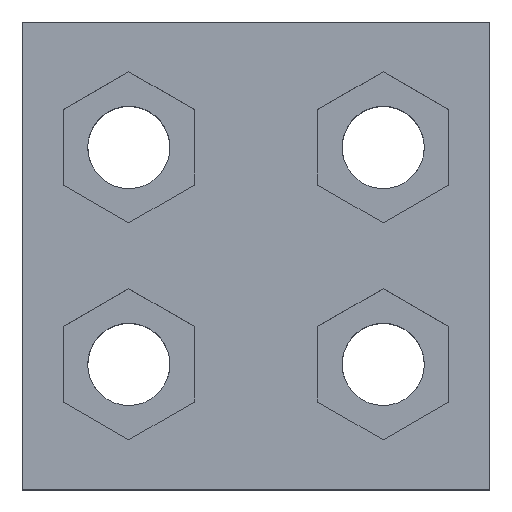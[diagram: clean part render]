
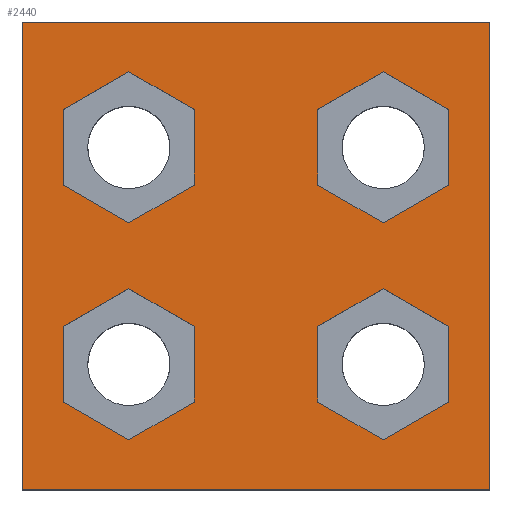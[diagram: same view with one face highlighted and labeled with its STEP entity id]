
A CAD part, top view. The second image highlights one B-rep face of the part: STEP entity #2440.
In plain terms, the highlighted planar face has unit normal (0, 0, 1).
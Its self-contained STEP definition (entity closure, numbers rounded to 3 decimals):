
#156=LINE('',#3592,#433);
#160=LINE('',#3600,#437);
#163=LINE('',#3606,#440);
#166=LINE('',#3612,#443);
#169=LINE('',#3618,#446);
#172=LINE('',#3623,#449);
#174=LINE('',#3631,#451);
#178=LINE('',#3639,#455);
#181=LINE('',#3645,#458);
#184=LINE('',#3651,#461);
#187=LINE('',#3657,#464);
#190=LINE('',#3662,#467);
#192=LINE('',#3670,#469);
#196=LINE('',#3678,#473);
#199=LINE('',#3684,#476);
#202=LINE('',#3690,#479);
#205=LINE('',#3696,#482);
#208=LINE('',#3701,#485);
#210=LINE('',#3709,#487);
#214=LINE('',#3717,#491);
#217=LINE('',#3723,#494);
#220=LINE('',#3729,#497);
#223=LINE('',#3735,#500);
#226=LINE('',#3740,#503);
#285=LINE('',#3914,#562);
#293=LINE('',#3929,#570);
#302=LINE('',#3949,#579);
#335=LINE('',#4016,#612);
#433=VECTOR('',#2922,10.);
#437=VECTOR('',#2928,10.);
#440=VECTOR('',#2933,10.);
#443=VECTOR('',#2938,10.);
#446=VECTOR('',#2943,10.);
#449=VECTOR('',#2948,10.);
#451=VECTOR('',#2956,10.);
#455=VECTOR('',#2962,10.);
#458=VECTOR('',#2967,10.);
#461=VECTOR('',#2972,10.);
#464=VECTOR('',#2977,10.);
#467=VECTOR('',#2982,10.);
#469=VECTOR('',#2990,10.);
#473=VECTOR('',#2996,10.);
#476=VECTOR('',#3001,10.);
#479=VECTOR('',#3006,10.);
#482=VECTOR('',#3011,10.);
#485=VECTOR('',#3016,10.);
#487=VECTOR('',#3024,10.);
#491=VECTOR('',#3030,10.);
#494=VECTOR('',#3035,10.);
#497=VECTOR('',#3040,10.);
#500=VECTOR('',#3045,10.);
#503=VECTOR('',#3050,10.);
#562=VECTOR('',#3207,10.);
#570=VECTOR('',#3217,10.);
#579=VECTOR('',#3236,10.);
#612=VECTOR('',#3291,10.);
#654=FACE_BOUND('',#900,.T.);
#655=FACE_BOUND('',#901,.T.);
#656=FACE_BOUND('',#902,.T.);
#657=FACE_BOUND('',#903,.T.);
#763=FACE_OUTER_BOUND('',#899,.T.);
#899=EDGE_LOOP('',(#2107,#2108,#2109,#2110));
#900=EDGE_LOOP('',(#2111,#2112,#2113,#2114,#2115,#2116));
#901=EDGE_LOOP('',(#2117,#2118,#2119,#2120,#2121,#2122));
#902=EDGE_LOOP('',(#2123,#2124,#2125,#2126,#2127,#2128));
#903=EDGE_LOOP('',(#2129,#2130,#2131,#2132,#2133,#2134));
#1022=VERTEX_POINT('',#3590);
#1023=VERTEX_POINT('',#3591);
#1026=VERTEX_POINT('',#3599);
#1028=VERTEX_POINT('',#3605);
#1030=VERTEX_POINT('',#3611);
#1032=VERTEX_POINT('',#3617);
#1035=VERTEX_POINT('',#3629);
#1036=VERTEX_POINT('',#3630);
#1039=VERTEX_POINT('',#3638);
#1041=VERTEX_POINT('',#3644);
#1043=VERTEX_POINT('',#3650);
#1045=VERTEX_POINT('',#3656);
#1048=VERTEX_POINT('',#3668);
#1049=VERTEX_POINT('',#3669);
#1052=VERTEX_POINT('',#3677);
#1054=VERTEX_POINT('',#3683);
#1056=VERTEX_POINT('',#3689);
#1058=VERTEX_POINT('',#3695);
#1061=VERTEX_POINT('',#3707);
#1062=VERTEX_POINT('',#3708);
#1065=VERTEX_POINT('',#3716);
#1067=VERTEX_POINT('',#3722);
#1069=VERTEX_POINT('',#3728);
#1071=VERTEX_POINT('',#3734);
#1137=VERTEX_POINT('',#3911);
#1138=VERTEX_POINT('',#3913);
#1144=VERTEX_POINT('',#3927);
#1150=VERTEX_POINT('',#3947);
#1297=EDGE_CURVE('',#1022,#1023,#156,.T.);
#1301=EDGE_CURVE('',#1026,#1022,#160,.T.);
#1304=EDGE_CURVE('',#1028,#1026,#163,.T.);
#1307=EDGE_CURVE('',#1030,#1028,#166,.T.);
#1310=EDGE_CURVE('',#1032,#1030,#169,.T.);
#1313=EDGE_CURVE('',#1023,#1032,#172,.T.);
#1316=EDGE_CURVE('',#1035,#1036,#174,.T.);
#1320=EDGE_CURVE('',#1039,#1035,#178,.T.);
#1323=EDGE_CURVE('',#1041,#1039,#181,.T.);
#1326=EDGE_CURVE('',#1043,#1041,#184,.T.);
#1329=EDGE_CURVE('',#1045,#1043,#187,.T.);
#1332=EDGE_CURVE('',#1036,#1045,#190,.T.);
#1335=EDGE_CURVE('',#1048,#1049,#192,.T.);
#1339=EDGE_CURVE('',#1052,#1048,#196,.T.);
#1342=EDGE_CURVE('',#1054,#1052,#199,.T.);
#1345=EDGE_CURVE('',#1056,#1054,#202,.T.);
#1348=EDGE_CURVE('',#1058,#1056,#205,.T.);
#1351=EDGE_CURVE('',#1049,#1058,#208,.T.);
#1354=EDGE_CURVE('',#1061,#1062,#210,.T.);
#1358=EDGE_CURVE('',#1065,#1061,#214,.T.);
#1361=EDGE_CURVE('',#1067,#1065,#217,.T.);
#1364=EDGE_CURVE('',#1069,#1067,#220,.T.);
#1367=EDGE_CURVE('',#1071,#1069,#223,.T.);
#1370=EDGE_CURVE('',#1062,#1071,#226,.T.);
#1458=EDGE_CURVE('',#1138,#1137,#285,.T.);
#1466=EDGE_CURVE('',#1137,#1144,#293,.T.);
#1476=EDGE_CURVE('',#1150,#1144,#302,.T.);
#1510=EDGE_CURVE('',#1138,#1150,#335,.T.);
#2107=ORIENTED_EDGE('',*,*,#1458,.T.);
#2108=ORIENTED_EDGE('',*,*,#1466,.T.);
#2109=ORIENTED_EDGE('',*,*,#1476,.F.);
#2110=ORIENTED_EDGE('',*,*,#1510,.F.);
#2111=ORIENTED_EDGE('',*,*,#1297,.T.);
#2112=ORIENTED_EDGE('',*,*,#1313,.T.);
#2113=ORIENTED_EDGE('',*,*,#1310,.T.);
#2114=ORIENTED_EDGE('',*,*,#1307,.T.);
#2115=ORIENTED_EDGE('',*,*,#1304,.T.);
#2116=ORIENTED_EDGE('',*,*,#1301,.T.);
#2117=ORIENTED_EDGE('',*,*,#1316,.T.);
#2118=ORIENTED_EDGE('',*,*,#1332,.T.);
#2119=ORIENTED_EDGE('',*,*,#1329,.T.);
#2120=ORIENTED_EDGE('',*,*,#1326,.T.);
#2121=ORIENTED_EDGE('',*,*,#1323,.T.);
#2122=ORIENTED_EDGE('',*,*,#1320,.T.);
#2123=ORIENTED_EDGE('',*,*,#1335,.T.);
#2124=ORIENTED_EDGE('',*,*,#1351,.T.);
#2125=ORIENTED_EDGE('',*,*,#1348,.T.);
#2126=ORIENTED_EDGE('',*,*,#1345,.T.);
#2127=ORIENTED_EDGE('',*,*,#1342,.T.);
#2128=ORIENTED_EDGE('',*,*,#1339,.T.);
#2129=ORIENTED_EDGE('',*,*,#1354,.T.);
#2130=ORIENTED_EDGE('',*,*,#1370,.T.);
#2131=ORIENTED_EDGE('',*,*,#1367,.T.);
#2132=ORIENTED_EDGE('',*,*,#1364,.T.);
#2133=ORIENTED_EDGE('',*,*,#1361,.T.);
#2134=ORIENTED_EDGE('',*,*,#1358,.T.);
#2318=PLANE('',#2651);
#2440=ADVANCED_FACE('',(#763,#654,#655,#656,#657),#2318,.T.);
#2651=AXIS2_PLACEMENT_3D('',#4015,#3289,#3290);
#2922=DIRECTION('',(0.866,-0.5,0.));
#2928=DIRECTION('',(0.866,0.5,0.));
#2933=DIRECTION('',(0.,1.,0.));
#2938=DIRECTION('',(-0.866,0.5,0.));
#2943=DIRECTION('',(-0.866,-0.5,0.));
#2948=DIRECTION('',(0.,-1.,0.));
#2956=DIRECTION('',(-0.866,0.5,0.));
#2962=DIRECTION('',(-0.866,-0.5,0.));
#2967=DIRECTION('',(0.,-1.,0.));
#2972=DIRECTION('',(0.866,-0.5,0.));
#2977=DIRECTION('',(0.866,0.5,0.));
#2982=DIRECTION('',(0.,1.,0.));
#2990=DIRECTION('',(0.866,0.5,0.));
#2996=DIRECTION('',(0.,1.,0.));
#3001=DIRECTION('',(-0.866,0.5,0.));
#3006=DIRECTION('',(-0.866,-0.5,0.));
#3011=DIRECTION('',(0.,-1.,0.));
#3016=DIRECTION('',(0.866,-0.5,0.));
#3024=DIRECTION('',(-0.866,0.5,0.));
#3030=DIRECTION('',(-0.866,-0.5,0.));
#3035=DIRECTION('',(0.,-1.,0.));
#3040=DIRECTION('',(0.866,-0.5,0.));
#3045=DIRECTION('',(0.866,0.5,0.));
#3050=DIRECTION('',(0.,1.,0.));
#3207=DIRECTION('',(0.,-1.,0.));
#3217=DIRECTION('',(1.,0.,0.));
#3236=DIRECTION('',(0.,-1.,0.));
#3289=DIRECTION('center_axis',(0.,0.,1.));
#3290=DIRECTION('ref_axis',(0.,-1.,0.));
#3291=DIRECTION('',(1.,0.,0.));
#3590=CARTESIAN_POINT('',(5.7,8.341,11.));
#3591=CARTESIAN_POINT('',(9.2,6.321,11.));
#3592=CARTESIAN_POINT('',(2.987,9.908,11.));
#3599=CARTESIAN_POINT('',(2.2,6.321,11.));
#3600=CARTESIAN_POINT('',(2.388,6.429,11.));
#3605=CARTESIAN_POINT('',(2.2,2.279,11.));
#3606=CARTESIAN_POINT('',(2.2,6.64,11.));
#3611=CARTESIAN_POINT('',(5.7,0.259,11.));
#3612=CARTESIAN_POINT('',(1.237,2.835,11.));
#3617=CARTESIAN_POINT('',(9.2,2.279,11.));
#3618=CARTESIAN_POINT('',(7.638,1.378,11.));
#3623=CARTESIAN_POINT('',(9.2,8.66,11.));
#3629=CARTESIAN_POINT('',(5.7,-11.341,11.));
#3630=CARTESIAN_POINT('',(2.2,-9.321,11.));
#3631=CARTESIAN_POINT('',(-1.275,-7.315,11.));
#3638=CARTESIAN_POINT('',(9.2,-9.321,11.));
#3639=CARTESIAN_POINT('',(10.15,-8.772,11.));
#3644=CARTESIAN_POINT('',(9.2,-5.279,11.));
#3645=CARTESIAN_POINT('',(9.2,2.86,11.));
#3650=CARTESIAN_POINT('',(5.7,-3.259,11.));
#3651=CARTESIAN_POINT('',(0.475,-0.242,11.));
#3656=CARTESIAN_POINT('',(2.2,-5.279,11.));
#3657=CARTESIAN_POINT('',(4.9,-3.721,11.));
#3662=CARTESIAN_POINT('',(2.2,0.84,11.));
#3668=CARTESIAN_POINT('',(15.8,6.321,11.));
#3669=CARTESIAN_POINT('',(19.3,8.341,11.));
#3670=CARTESIAN_POINT('',(10.888,3.485,11.));
#3677=CARTESIAN_POINT('',(15.8,2.279,11.));
#3678=CARTESIAN_POINT('',(15.8,6.64,11.));
#3683=CARTESIAN_POINT('',(19.3,0.259,11.));
#3684=CARTESIAN_POINT('',(9.737,5.78,11.));
#3689=CARTESIAN_POINT('',(22.8,2.279,11.));
#3690=CARTESIAN_POINT('',(16.138,-1.567,11.));
#3695=CARTESIAN_POINT('',(22.8,6.321,11.));
#3696=CARTESIAN_POINT('',(22.8,8.66,11.));
#3701=CARTESIAN_POINT('',(11.487,12.852,11.));
#3707=CARTESIAN_POINT('',(19.3,-11.341,11.));
#3708=CARTESIAN_POINT('',(15.8,-9.321,11.));
#3709=CARTESIAN_POINT('',(7.225,-4.37,11.));
#3716=CARTESIAN_POINT('',(22.8,-9.321,11.));
#3717=CARTESIAN_POINT('',(18.65,-11.717,11.));
#3722=CARTESIAN_POINT('',(22.8,-5.279,11.));
#3723=CARTESIAN_POINT('',(22.8,2.86,11.));
#3728=CARTESIAN_POINT('',(19.3,-3.259,11.));
#3729=CARTESIAN_POINT('',(8.975,2.702,11.));
#3734=CARTESIAN_POINT('',(15.8,-5.279,11.));
#3735=CARTESIAN_POINT('',(13.4,-6.665,11.));
#3740=CARTESIAN_POINT('',(15.8,0.84,11.));
#3911=CARTESIAN_POINT('',(0.,-14.,11.));
#3913=CARTESIAN_POINT('',(0.,11.,11.));
#3914=CARTESIAN_POINT('',(0.,11.,11.));
#3927=CARTESIAN_POINT('',(25.,-14.,11.));
#3929=CARTESIAN_POINT('',(0.,-14.,11.));
#3947=CARTESIAN_POINT('',(25.,11.,11.));
#3949=CARTESIAN_POINT('',(25.,11.,11.));
#4015=CARTESIAN_POINT('Origin',(0.,11.,11.));
#4016=CARTESIAN_POINT('',(0.,11.,11.));
